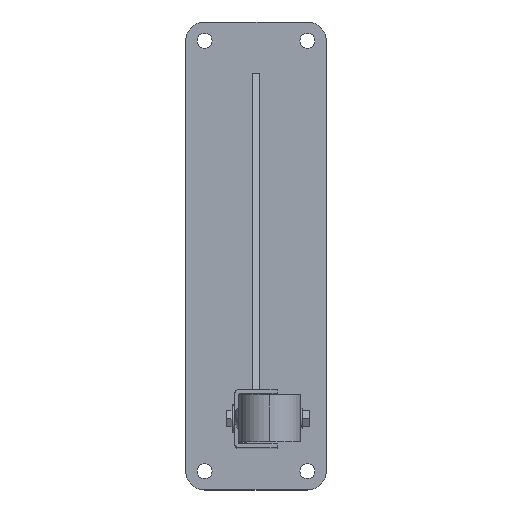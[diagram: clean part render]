
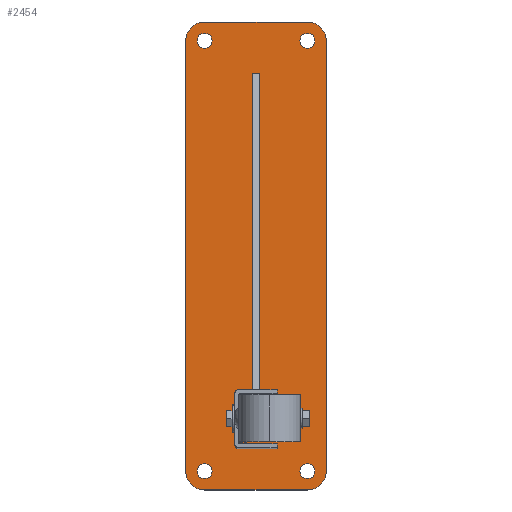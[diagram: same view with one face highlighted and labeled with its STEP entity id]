
A CAD part, top view. The second image highlights one B-rep face of the part: STEP entity #2454.
In plain terms, the highlighted planar face has unit normal (0, 0, 1).
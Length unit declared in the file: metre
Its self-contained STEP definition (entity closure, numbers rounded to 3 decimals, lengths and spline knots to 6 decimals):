
#175 = CARTESIAN_POINT ( 'NONE',  ( -0.047, 0.23, 0.008 ) ) ;
#176 = CARTESIAN_POINT ( 'NONE',  ( -0.055, -0.25, 0.008 ) ) ;
#341 = LINE ( 'NONE', #2839, #6784 ) ;
#358 = DIRECTION ( 'NONE',  ( 1., 0., 0. ) ) ;
#452 = AXIS2_PLACEMENT_3D ( 'NONE', #2633, #4616, #3362 ) ;
#538 = CARTESIAN_POINT ( 'NONE',  ( 0.055, -0.23, 0.008 ) ) ;
#603 = CARTESIAN_POINT ( 'NONE',  ( -0.055, 0.23, 0.008 ) ) ;
#616 = VERTEX_POINT ( 'NONE', #7528 ) ;
#690 = EDGE_CURVE ( 'NONE', #2724, #3821, #341, .T. ) ;
#694 = CIRCLE ( 'NONE', #4470, 0.008 ) ;
#702 = EDGE_CURVE ( 'NONE', #1818, #5501, #3113, .T. ) ;
#736 = VERTEX_POINT ( 'NONE', #7203 ) ;
#747 = ORIENTED_EDGE ( 'NONE', *, *, #886, .F. ) ;
#773 = CIRCLE ( 'NONE', #2881, 0.02 ) ;
#883 = ORIENTED_EDGE ( 'NONE', *, *, #5486, .F. ) ;
#886 = EDGE_CURVE ( 'NONE', #4797, #5895, #4801, .T. ) ;
#1022 = DIRECTION ( 'NONE',  ( 0., 1., 0. ) ) ;
#1066 = LINE ( 'NONE', #4888, #6304 ) ;
#1114 = CIRCLE ( 'NONE', #3066, 0.008 ) ;
#1139 = ORIENTED_EDGE ( 'NONE', *, *, #7844, .F. ) ;
#1190 = LINE ( 'NONE', #3677, #6171 ) ;
#1288 = AXIS2_PLACEMENT_3D ( 'NONE', #538, #3033, #7027 ) ;
#1362 = VERTEX_POINT ( 'NONE', #7018 ) ;
#1519 = DIRECTION ( 'NONE',  ( 1., 0., 0. ) ) ;
#1545 = FACE_BOUND ( 'NONE', #6994, .T. ) ;
#1587 = FACE_BOUND ( 'NONE', #1971, .T. ) ;
#1702 = VERTEX_POINT ( 'NONE', #6419 ) ;
#1714 = ORIENTED_EDGE ( 'NONE', *, *, #6514, .F. ) ;
#1818 = VERTEX_POINT ( 'NONE', #4003 ) ;
#1878 = CARTESIAN_POINT ( 'NONE',  ( 0.055, 0.23, 0.008 ) ) ;
#1884 = EDGE_CURVE ( 'NONE', #3490, #2724, #773, .T. ) ;
#1971 = EDGE_LOOP ( 'NONE', ( #1714, #6062 ) ) ;
#2026 = CARTESIAN_POINT ( 'NONE',  ( 0.055, 0.23, 0.008 ) ) ;
#2040 = VECTOR ( 'NONE', #3928, 1. ) ;
#2234 = EDGE_CURVE ( 'NONE', #4238, #1702, #7182, .T. ) ;
#2249 = EDGE_CURVE ( 'NONE', #616, #736, #4560, .T. ) ;
#2313 = ORIENTED_EDGE ( 'NONE', *, *, #2249, .T. ) ;
#2427 = ORIENTED_EDGE ( 'NONE', *, *, #4654, .F. ) ;
#2445 = DIRECTION ( 'NONE',  ( 1., 0., 0. ) ) ;
#2454 = ADVANCED_FACE ( 'NONE', ( #5249, #1545, #4636, #1587, #5951 ), #7832, .T. ) ;
#2523 = CARTESIAN_POINT ( 'NONE',  ( -0.055, 0.25, 0.008 ) ) ;
#2546 = DIRECTION ( 'NONE',  ( 0., 0., 1. ) ) ;
#2562 = AXIS2_PLACEMENT_3D ( 'NONE', #4265, #5340, #4116 ) ;
#2633 = CARTESIAN_POINT ( 'NONE',  ( 0.055, -0.23, 0.008 ) ) ;
#2679 = ORIENTED_EDGE ( 'NONE', *, *, #7068, .T. ) ;
#2724 = VERTEX_POINT ( 'NONE', #176 ) ;
#2839 = CARTESIAN_POINT ( 'NONE',  ( -0.075, -0.25, 0.008 ) ) ;
#2881 = AXIS2_PLACEMENT_3D ( 'NONE', #3953, #6362, #1519 ) ;
#3015 = ORIENTED_EDGE ( 'NONE', *, *, #690, .T. ) ;
#3033 = DIRECTION ( 'NONE',  ( 0., 0., 1. ) ) ;
#3047 = CIRCLE ( 'NONE', #3303, 0.008 ) ;
#3049 = CARTESIAN_POINT ( 'NONE',  ( 0.047, 0.23, 0.008 ) ) ;
#3063 = DIRECTION ( 'NONE',  ( 1., 0., 0. ) ) ;
#3066 = AXIS2_PLACEMENT_3D ( 'NONE', #7957, #4152, #6651 ) ;
#3113 = CIRCLE ( 'NONE', #6004, 0.008 ) ;
#3176 = LINE ( 'NONE', #6153, #2040 ) ;
#3303 = AXIS2_PLACEMENT_3D ( 'NONE', #2026, #3856, #4496 ) ;
#3362 = DIRECTION ( 'NONE',  ( 1., 0., 0. ) ) ;
#3404 = AXIS2_PLACEMENT_3D ( 'NONE', #1878, #6157, #6775 ) ;
#3490 = VERTEX_POINT ( 'NONE', #7587 ) ;
#3677 = CARTESIAN_POINT ( 'NONE',  ( -0.075, 0.25, 0.008 ) ) ;
#3821 = VERTEX_POINT ( 'NONE', #3977 ) ;
#3835 = DIRECTION ( 'NONE',  ( 1., 0., 0. ) ) ;
#3856 = DIRECTION ( 'NONE',  ( 0., 0., 1. ) ) ;
#3926 = ORIENTED_EDGE ( 'NONE', *, *, #1884, .T. ) ;
#3928 = DIRECTION ( 'NONE',  ( 0., -1., 0. ) ) ;
#3953 = CARTESIAN_POINT ( 'NONE',  ( -0.055, -0.23, 0.008 ) ) ;
#3960 = CIRCLE ( 'NONE', #452, 0.02 ) ;
#3977 = CARTESIAN_POINT ( 'NONE',  ( 0.055, -0.25, 0.008 ) ) ;
#3990 = VERTEX_POINT ( 'NONE', #7584 ) ;
#4003 = CARTESIAN_POINT ( 'NONE',  ( -0.063, 0.23, 0.008 ) ) ;
#4116 = DIRECTION ( 'NONE',  ( 1., 0., 0. ) ) ;
#4128 = CARTESIAN_POINT ( 'NONE',  ( -0.055, 0.23, 0.008 ) ) ;
#4152 = DIRECTION ( 'NONE',  ( 0., 0., 1. ) ) ;
#4200 = DIRECTION ( 'NONE',  ( -1., 0., 0. ) ) ;
#4238 = VERTEX_POINT ( 'NONE', #2523 ) ;
#4246 = VERTEX_POINT ( 'NONE', #3049 ) ;
#4265 = CARTESIAN_POINT ( 'NONE',  ( 0.055, -0.23, 0.008 ) ) ;
#4270 = CARTESIAN_POINT ( 'NONE',  ( -0.055, 0.23, 0.008 ) ) ;
#4325 = VERTEX_POINT ( 'NONE', #4456 ) ;
#4347 = AXIS2_PLACEMENT_3D ( 'NONE', #603, #5617, #2445 ) ;
#4369 = EDGE_CURVE ( 'NONE', #5813, #4246, #3047, .T. ) ;
#4402 = ORIENTED_EDGE ( 'NONE', *, *, #8037, .T. ) ;
#4441 = ORIENTED_EDGE ( 'NONE', *, *, #6237, .T. ) ;
#4456 = CARTESIAN_POINT ( 'NONE',  ( -0.047, -0.23, 0.008 ) ) ;
#4470 = AXIS2_PLACEMENT_3D ( 'NONE', #6868, #2546, #3835 ) ;
#4496 = DIRECTION ( 'NONE',  ( 1., 0., 0. ) ) ;
#4560 = CIRCLE ( 'NONE', #3404, 0.02 ) ;
#4616 = DIRECTION ( 'NONE',  ( 0., 0., 1. ) ) ;
#4636 = FACE_BOUND ( 'NONE', #4980, .T. ) ;
#4654 = EDGE_CURVE ( 'NONE', #1362, #4325, #694, .T. ) ;
#4743 = DIRECTION ( 'NONE',  ( 1., 0., 0. ) ) ;
#4797 = VERTEX_POINT ( 'NONE', #5215 ) ;
#4801 = CIRCLE ( 'NONE', #1288, 0.008 ) ;
#4882 = EDGE_CURVE ( 'NONE', #3990, #616, #1066, .T. ) ;
#4888 = CARTESIAN_POINT ( 'NONE',  ( 0.075, 0.25, 0.008 ) ) ;
#4941 = CARTESIAN_POINT ( 'NONE',  ( 0.063, 0.23, 0.008 ) ) ;
#4980 = EDGE_LOOP ( 'NONE', ( #5441, #883 ) ) ;
#5020 = EDGE_LOOP ( 'NONE', ( #4402, #3926, #3015, #2679, #6593, #2313, #4441, #6517 ) ) ;
#5107 = DIRECTION ( 'NONE',  ( 1., 0., 0. ) ) ;
#5155 = CARTESIAN_POINT ( 'NONE',  ( 0.055, 0.23, 0.008 ) ) ;
#5215 = CARTESIAN_POINT ( 'NONE',  ( 0.047, -0.23, 0.008 ) ) ;
#5249 = FACE_BOUND ( 'NONE', #6170, .T. ) ;
#5295 = CARTESIAN_POINT ( 'NONE',  ( 0., 0., 0.008 ) ) ;
#5340 = DIRECTION ( 'NONE',  ( 0., 0., 1. ) ) ;
#5441 = ORIENTED_EDGE ( 'NONE', *, *, #4369, .F. ) ;
#5486 = EDGE_CURVE ( 'NONE', #4246, #5813, #6444, .T. ) ;
#5501 = VERTEX_POINT ( 'NONE', #175 ) ;
#5572 = ORIENTED_EDGE ( 'NONE', *, *, #7438, .F. ) ;
#5617 = DIRECTION ( 'NONE',  ( 0., 0., 1. ) ) ;
#5739 = AXIS2_PLACEMENT_3D ( 'NONE', #4270, #6119, #3063 ) ;
#5788 = CIRCLE ( 'NONE', #4347, 0.008 ) ;
#5813 = VERTEX_POINT ( 'NONE', #4941 ) ;
#5868 = DIRECTION ( 'NONE',  ( 0., 0., 1. ) ) ;
#5895 = VERTEX_POINT ( 'NONE', #6292 ) ;
#5951 = FACE_OUTER_BOUND ( 'NONE', #5020, .T. ) ;
#6004 = AXIS2_PLACEMENT_3D ( 'NONE', #4128, #7773, #7730 ) ;
#6062 = ORIENTED_EDGE ( 'NONE', *, *, #702, .F. ) ;
#6069 = CIRCLE ( 'NONE', #2562, 0.008 ) ;
#6119 = DIRECTION ( 'NONE',  ( 0., 0., 1. ) ) ;
#6153 = CARTESIAN_POINT ( 'NONE',  ( -0.075, 0.25, 0.008 ) ) ;
#6157 = DIRECTION ( 'NONE',  ( 0., 0., 1. ) ) ;
#6170 = EDGE_LOOP ( 'NONE', ( #5572, #2427 ) ) ;
#6171 = VECTOR ( 'NONE', #4200, 1. ) ;
#6237 = EDGE_CURVE ( 'NONE', #736, #4238, #1190, .T. ) ;
#6292 = CARTESIAN_POINT ( 'NONE',  ( 0.063, -0.23, 0.008 ) ) ;
#6304 = VECTOR ( 'NONE', #1022, 1. ) ;
#6362 = DIRECTION ( 'NONE',  ( 0., 0., 1. ) ) ;
#6419 = CARTESIAN_POINT ( 'NONE',  ( -0.075, 0.23, 0.008 ) ) ;
#6444 = CIRCLE ( 'NONE', #7087, 0.008 ) ;
#6514 = EDGE_CURVE ( 'NONE', #5501, #1818, #5788, .T. ) ;
#6517 = ORIENTED_EDGE ( 'NONE', *, *, #2234, .T. ) ;
#6593 = ORIENTED_EDGE ( 'NONE', *, *, #4882, .T. ) ;
#6651 = DIRECTION ( 'NONE',  ( 1., 0., 0. ) ) ;
#6775 = DIRECTION ( 'NONE',  ( 1., 0., 0. ) ) ;
#6784 = VECTOR ( 'NONE', #4743, 1. ) ;
#6868 = CARTESIAN_POINT ( 'NONE',  ( -0.055, -0.23, 0.008 ) ) ;
#6994 = EDGE_LOOP ( 'NONE', ( #1139, #747 ) ) ;
#7018 = CARTESIAN_POINT ( 'NONE',  ( -0.063, -0.23, 0.008 ) ) ;
#7027 = DIRECTION ( 'NONE',  ( 1., 0., 0. ) ) ;
#7068 = EDGE_CURVE ( 'NONE', #3821, #3990, #3960, .T. ) ;
#7087 = AXIS2_PLACEMENT_3D ( 'NONE', #5155, #7653, #5107 ) ;
#7182 = CIRCLE ( 'NONE', #5739, 0.02 ) ;
#7203 = CARTESIAN_POINT ( 'NONE',  ( 0.055, 0.25, 0.008 ) ) ;
#7438 = EDGE_CURVE ( 'NONE', #4325, #1362, #1114, .T. ) ;
#7528 = CARTESIAN_POINT ( 'NONE',  ( 0.075, 0.23, 0.008 ) ) ;
#7584 = CARTESIAN_POINT ( 'NONE',  ( 0.075, -0.23, 0.008 ) ) ;
#7587 = CARTESIAN_POINT ( 'NONE',  ( -0.075, -0.23, 0.008 ) ) ;
#7653 = DIRECTION ( 'NONE',  ( 0., 0., 1. ) ) ;
#7730 = DIRECTION ( 'NONE',  ( 1., 0., 0. ) ) ;
#7773 = DIRECTION ( 'NONE',  ( 0., 0., 1. ) ) ;
#7832 = PLANE ( 'NONE',  #7965 ) ;
#7844 = EDGE_CURVE ( 'NONE', #5895, #4797, #6069, .T. ) ;
#7957 = CARTESIAN_POINT ( 'NONE',  ( -0.055, -0.23, 0.008 ) ) ;
#7965 = AXIS2_PLACEMENT_3D ( 'NONE', #5295, #5868, #358 ) ;
#8037 = EDGE_CURVE ( 'NONE', #1702, #3490, #3176, .T. ) ;
